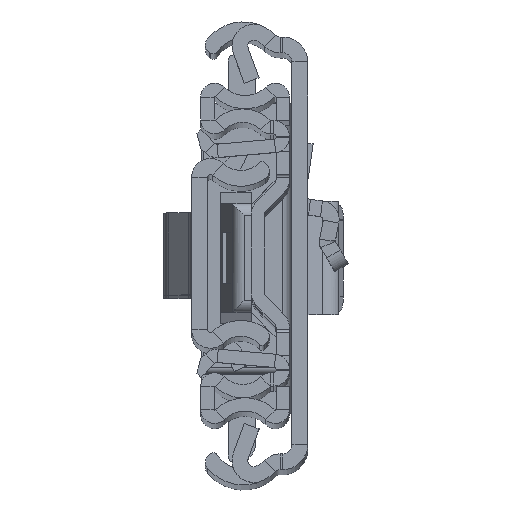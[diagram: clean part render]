
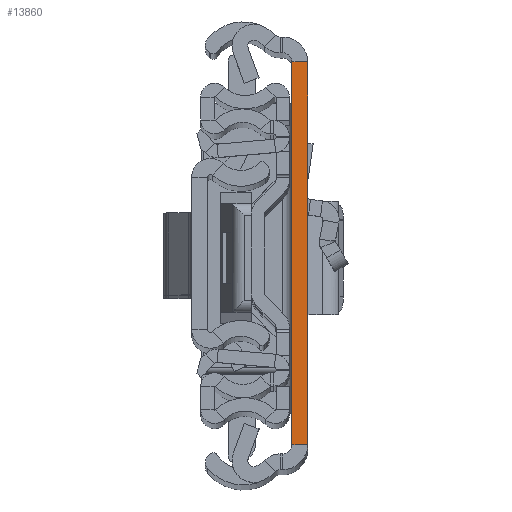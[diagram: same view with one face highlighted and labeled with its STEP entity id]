
A CAD part, top view. The second image highlights one B-rep face of the part: STEP entity #13860.
In plain terms, the highlighted planar face has unit normal (0, 0, 1).
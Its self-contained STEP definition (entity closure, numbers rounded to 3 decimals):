
#428 = DIRECTION ( 'NONE',  ( 1., 0., 0. ) ) ;
#1476 = FACE_OUTER_BOUND ( 'NONE', #15811, .T. ) ;
#1502 = VERTEX_POINT ( 'NONE', #2635 ) ;
#1623 = CARTESIAN_POINT ( 'NONE',  ( 0., -31.5, 0. ) ) ;
#2635 = CARTESIAN_POINT ( 'NONE',  ( 0., 31.5, 0. ) ) ;
#3354 = LINE ( 'NONE', #3610, #11620 ) ;
#3610 = CARTESIAN_POINT ( 'NONE',  ( 2.6, -31.5, 0. ) ) ;
#5070 = CARTESIAN_POINT ( 'NONE',  ( 2.6, -31.5, 0. ) ) ;
#5521 = VECTOR ( 'NONE', #11453, 1000. ) ;
#5559 = VERTEX_POINT ( 'NONE', #5070 ) ;
#5770 = LINE ( 'NONE', #7061, #5521 ) ;
#6372 = EDGE_CURVE ( 'NONE', #17289, #5559, #3354, .T. ) ;
#6647 = LINE ( 'NONE', #7692, #10630 ) ;
#6785 = DIRECTION ( 'NONE',  ( 1., 0., 0. ) ) ;
#7061 = CARTESIAN_POINT ( 'NONE',  ( 2.6, -31.5, 0. ) ) ;
#7306 = ORIENTED_EDGE ( 'NONE', *, *, #11236, .F. ) ;
#7475 = AXIS2_PLACEMENT_3D ( 'NONE', #10290, #17397, #12882 ) ;
#7692 = CARTESIAN_POINT ( 'NONE',  ( 0., -31.5, 0. ) ) ;
#7712 = EDGE_CURVE ( 'NONE', #17289, #1502, #6647, .T. ) ;
#8919 = CARTESIAN_POINT ( 'NONE',  ( 2.6, 31.5, 0. ) ) ;
#10290 = CARTESIAN_POINT ( 'NONE',  ( 2.6, -31.5, 0. ) ) ;
#10630 = VECTOR ( 'NONE', #16655, 1000. ) ;
#11236 = EDGE_CURVE ( 'NONE', #1502, #14863, #15391, .T. ) ;
#11453 = DIRECTION ( 'NONE',  ( 0., 1., 0. ) ) ;
#11620 = VECTOR ( 'NONE', #428, 1000. ) ;
#12782 = PLANE ( 'NONE',  #7475 ) ;
#12859 = ORIENTED_EDGE ( 'NONE', *, *, #7712, .F. ) ;
#12882 = DIRECTION ( 'NONE',  ( 0., 1., 0. ) ) ;
#13860 = ADVANCED_FACE ( 'NONE', ( #1476 ), #12782, .F. ) ;
#14150 = ORIENTED_EDGE ( 'NONE', *, *, #15365, .T. ) ;
#14312 = ORIENTED_EDGE ( 'NONE', *, *, #6372, .T. ) ;
#14863 = VERTEX_POINT ( 'NONE', #8919 ) ;
#15365 = EDGE_CURVE ( 'NONE', #5559, #14863, #5770, .T. ) ;
#15391 = LINE ( 'NONE', #18323, #15571 ) ;
#15571 = VECTOR ( 'NONE', #6785, 1000. ) ;
#15811 = EDGE_LOOP ( 'NONE', ( #7306, #12859, #14312, #14150 ) ) ;
#16655 = DIRECTION ( 'NONE',  ( 0., 1., 0. ) ) ;
#17289 = VERTEX_POINT ( 'NONE', #1623 ) ;
#17397 = DIRECTION ( 'NONE',  ( 0., 0., -1. ) ) ;
#18323 = CARTESIAN_POINT ( 'NONE',  ( 2.6, 31.5, 0. ) ) ;
